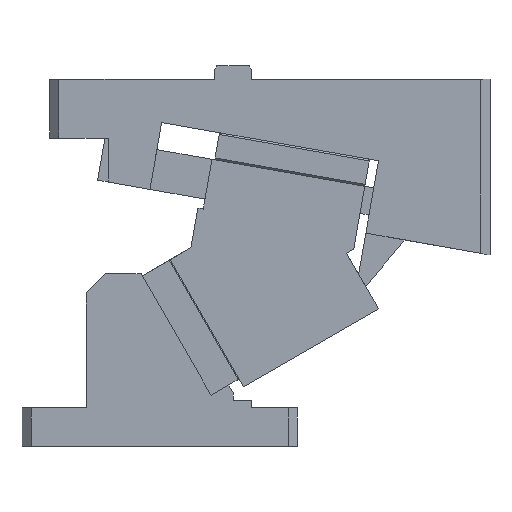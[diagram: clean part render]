
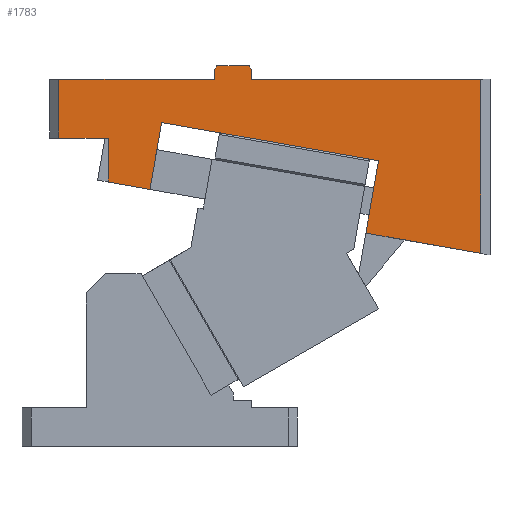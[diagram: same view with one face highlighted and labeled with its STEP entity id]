
A CAD part, front view. The second image highlights one B-rep face of the part: STEP entity #1783.
In plain terms, the highlighted planar face has unit normal (0, -1, 0).
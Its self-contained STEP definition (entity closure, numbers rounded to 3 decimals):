
#236=CARTESIAN_POINT('Vertex',(235.,-25.,105.203)) ;
#239=CARTESIAN_POINT('Line Origine',(203.671,-25.,110.727)) ;
#243=CARTESIAN_POINT('Vertex',(172.342,-25.,116.251)) ;
#611=CARTESIAN_POINT('Vertex',(110.,-25.,200.)) ;
#614=CARTESIAN_POINT('Line Origine',(172.5,-25.,200.)) ;
#618=CARTESIAN_POINT('Vertex',(235.,-25.,200.)) ;
#860=CARTESIAN_POINT('Vertex',(90.,-25.,200.)) ;
#863=CARTESIAN_POINT('Line Origine',(90.,-25.,202.75)) ;
#867=CARTESIAN_POINT('Vertex',(90.,-25.,205.5)) ;
#889=CARTESIAN_POINT('Line Origine',(90.577,-25.,206.5)) ;
#893=CARTESIAN_POINT('Vertex',(91.155,-25.,207.5)) ;
#928=CARTESIAN_POINT('Vertex',(108.845,-25.,207.5)) ;
#936=CARTESIAN_POINT('Line Origine',(100.,-25.,207.5)) ;
#959=CARTESIAN_POINT('Vertex',(110.,-25.,205.5)) ;
#967=CARTESIAN_POINT('Line Origine',(109.423,-25.,206.5)) ;
#989=CARTESIAN_POINT('Line Origine',(110.,-25.,202.75)) ;
#1012=CARTESIAN_POINT('Vertex',(61.111,-25.,176.481)) ;
#1026=CARTESIAN_POINT('Vertex',(179.288,-25.,155.643)) ;
#1029=CARTESIAN_POINT('Line Origine',(120.199,-25.,166.062)) ;
#1046=CARTESIAN_POINT('Line Origine',(57.898,-25.,158.262)) ;
#1050=CARTESIAN_POINT('Vertex',(54.686,-25.,140.043)) ;
#1311=CARTESIAN_POINT('Vertex',(32.,-25.,144.043)) ;
#1338=CARTESIAN_POINT('Line Origine',(43.343,-25.,142.043)) ;
#1363=CARTESIAN_POINT('Line Origine',(32.,-25.,165.5)) ;
#1367=CARTESIAN_POINT('Vertex',(32.,-25.,168.)) ;
#1369=CARTESIAN_POINT('Vertex',(32.,-25.,163.)) ;
#1403=CARTESIAN_POINT('Line Origine',(32.,-25.,153.522)) ;
#1548=CARTESIAN_POINT('Line Origine',(235.,-25.,152.601)) ;
#1716=CARTESIAN_POINT('Line Origine',(175.815,-25.,135.947)) ;
#1740=CARTESIAN_POINT('Axis2P3D Location',(0.,-25.,0.)) ;
#1745=CARTESIAN_POINT('Line Origine',(47.5,-25.,200.)) ;
#1749=CARTESIAN_POINT('Vertex',(5.,-25.,200.)) ;
#1752=CARTESIAN_POINT('Line Origine',(5.,-25.,184.)) ;
#1756=CARTESIAN_POINT('Vertex',(5.,-25.,168.)) ;
#1759=CARTESIAN_POINT('Line Origine',(18.5,-25.,168.)) ;
#240=DIRECTION('Vector Direction',(-0.985,0.,0.174)) ;
#615=DIRECTION('Vector Direction',(1.,0.,0.)) ;
#864=DIRECTION('Vector Direction',(0.,0.,1.)) ;
#890=DIRECTION('Vector Direction',(0.5,0.,0.866)) ;
#937=DIRECTION('Vector Direction',(1.,0.,0.)) ;
#968=DIRECTION('Vector Direction',(0.5,0.,-0.866)) ;
#990=DIRECTION('Vector Direction',(0.,0.,1.)) ;
#1030=DIRECTION('Vector Direction',(-0.985,0.,0.174)) ;
#1047=DIRECTION('Vector Direction',(-0.174,0.,-0.985)) ;
#1339=DIRECTION('Vector Direction',(-0.985,0.,0.174)) ;
#1364=DIRECTION('Vector Direction',(0.,0.,-1.)) ;
#1404=DIRECTION('Vector Direction',(0.,0.,-1.)) ;
#1549=DIRECTION('Vector Direction',(0.,0.,-1.)) ;
#1717=DIRECTION('Vector Direction',(0.174,0.,0.985)) ;
#1741=DIRECTION('Axis2P3D Direction',(0.,1.,0.)) ;
#1742=DIRECTION('Axis2P3D XDirection',(0.,0.,1.)) ;
#1746=DIRECTION('Vector Direction',(1.,0.,0.)) ;
#1753=DIRECTION('Vector Direction',(0.,0.,-1.)) ;
#1760=DIRECTION('Vector Direction',(1.,0.,0.)) ;
#1743=AXIS2_PLACEMENT_3D('Plane Axis2P3D',#1740,#1741,#1742) ;
#1765=ORIENTED_EDGE('',*,*,#1407,.T.) ;
#1766=ORIENTED_EDGE('',*,*,#1342,.F.) ;
#1767=ORIENTED_EDGE('',*,*,#1052,.F.) ;
#1768=ORIENTED_EDGE('',*,*,#1033,.F.) ;
#1769=ORIENTED_EDGE('',*,*,#1720,.F.) ;
#1770=ORIENTED_EDGE('',*,*,#245,.F.) ;
#1771=ORIENTED_EDGE('',*,*,#1552,.F.) ;
#1772=ORIENTED_EDGE('',*,*,#620,.F.) ;
#1773=ORIENTED_EDGE('',*,*,#993,.T.) ;
#1774=ORIENTED_EDGE('',*,*,#971,.F.) ;
#1775=ORIENTED_EDGE('',*,*,#940,.F.) ;
#1776=ORIENTED_EDGE('',*,*,#895,.F.) ;
#1777=ORIENTED_EDGE('',*,*,#869,.F.) ;
#1778=ORIENTED_EDGE('',*,*,#1751,.F.) ;
#1779=ORIENTED_EDGE('',*,*,#1758,.T.) ;
#1780=ORIENTED_EDGE('',*,*,#1763,.T.) ;
#1781=ORIENTED_EDGE('',*,*,#1371,.T.) ;
#241=VECTOR('Line Direction',#240,1.) ;
#616=VECTOR('Line Direction',#615,1.) ;
#865=VECTOR('Line Direction',#864,1.) ;
#891=VECTOR('Line Direction',#890,1.) ;
#938=VECTOR('Line Direction',#937,1.) ;
#969=VECTOR('Line Direction',#968,1.) ;
#991=VECTOR('Line Direction',#990,1.) ;
#1031=VECTOR('Line Direction',#1030,1.) ;
#1048=VECTOR('Line Direction',#1047,1.) ;
#1340=VECTOR('Line Direction',#1339,1.) ;
#1365=VECTOR('Line Direction',#1364,1.) ;
#1405=VECTOR('Line Direction',#1404,1.) ;
#1550=VECTOR('Line Direction',#1549,1.) ;
#1718=VECTOR('Line Direction',#1717,1.) ;
#1747=VECTOR('Line Direction',#1746,1.) ;
#1754=VECTOR('Line Direction',#1753,1.) ;
#1761=VECTOR('Line Direction',#1760,1.) ;
#1783=ADVANCED_FACE('CAM HOLDER',(#1782),#1744,.F.) ;
#245=EDGE_CURVE('',#237,#244,#242,.T.) ;
#620=EDGE_CURVE('',#612,#619,#617,.T.) ;
#869=EDGE_CURVE('',#861,#868,#866,.T.) ;
#895=EDGE_CURVE('',#868,#894,#892,.T.) ;
#940=EDGE_CURVE('',#894,#929,#939,.T.) ;
#971=EDGE_CURVE('',#929,#960,#970,.T.) ;
#993=EDGE_CURVE('',#612,#960,#992,.T.) ;
#1033=EDGE_CURVE('',#1027,#1013,#1032,.T.) ;
#1052=EDGE_CURVE('',#1013,#1051,#1049,.T.) ;
#1342=EDGE_CURVE('',#1051,#1312,#1341,.T.) ;
#1371=EDGE_CURVE('',#1368,#1370,#1366,.T.) ;
#1407=EDGE_CURVE('',#1370,#1312,#1406,.T.) ;
#1552=EDGE_CURVE('',#619,#237,#1551,.T.) ;
#1720=EDGE_CURVE('',#244,#1027,#1719,.T.) ;
#1751=EDGE_CURVE('',#1750,#861,#1748,.T.) ;
#1758=EDGE_CURVE('',#1750,#1757,#1755,.T.) ;
#1763=EDGE_CURVE('',#1757,#1368,#1762,.T.) ;
#1764=EDGE_LOOP('',(#1765,#1766,#1767,#1768,#1769,#1770,#1771,#1772,#1773,#1774,#1775,#1776,#1777,#1778,#1779,#1780,#1781)) ;
#1782=FACE_OUTER_BOUND('',#1764,.T.) ;
#242=LINE('Line',#239,#241) ;
#617=LINE('Line',#614,#616) ;
#866=LINE('Line',#863,#865) ;
#892=LINE('Line',#889,#891) ;
#939=LINE('Line',#936,#938) ;
#970=LINE('Line',#967,#969) ;
#992=LINE('Line',#989,#991) ;
#1032=LINE('Line',#1029,#1031) ;
#1049=LINE('Line',#1046,#1048) ;
#1341=LINE('Line',#1338,#1340) ;
#1366=LINE('Line',#1363,#1365) ;
#1406=LINE('Line',#1403,#1405) ;
#1551=LINE('Line',#1548,#1550) ;
#1719=LINE('Line',#1716,#1718) ;
#1748=LINE('Line',#1745,#1747) ;
#1755=LINE('Line',#1752,#1754) ;
#1762=LINE('Line',#1759,#1761) ;
#1744=PLANE('Plane',#1743) ;
#237=VERTEX_POINT('',#236) ;
#244=VERTEX_POINT('',#243) ;
#612=VERTEX_POINT('',#611) ;
#619=VERTEX_POINT('',#618) ;
#861=VERTEX_POINT('',#860) ;
#868=VERTEX_POINT('',#867) ;
#894=VERTEX_POINT('',#893) ;
#929=VERTEX_POINT('',#928) ;
#960=VERTEX_POINT('',#959) ;
#1013=VERTEX_POINT('',#1012) ;
#1027=VERTEX_POINT('',#1026) ;
#1051=VERTEX_POINT('',#1050) ;
#1312=VERTEX_POINT('',#1311) ;
#1368=VERTEX_POINT('',#1367) ;
#1370=VERTEX_POINT('',#1369) ;
#1750=VERTEX_POINT('',#1749) ;
#1757=VERTEX_POINT('',#1756) ;
